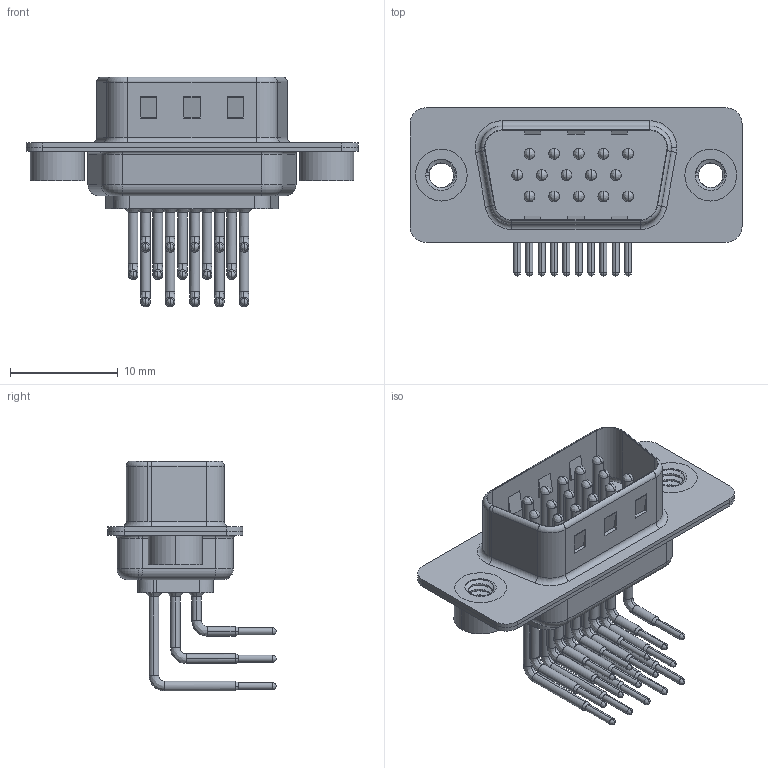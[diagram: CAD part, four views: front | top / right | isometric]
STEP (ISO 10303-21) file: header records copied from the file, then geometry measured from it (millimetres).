
FILE_DESCRIPTION (( 'STEP AP203' ), '1' );
FILE_NAME ('633-M15-363-BT2.STEP', '2018-09-27T21:35:35', ( '' ), ( '' ), 'SwSTEP 2.0', 'SolidWorks 2016', '' );
FILE_SCHEMA (( 'CONFIG_CONTROL_DESIGN' ));
Length unit declared in the file: millimetre
Products named in the file (8): 633M Contact Row 2; 633M Housing_15 Contacts; 633M Contact Row 3; 633M Shell Front_15 Contacts; 633M 4-40 Threaded Rivet; 633M Shell Rear_15 Contacts; 633-M15-363-BT2; 633M Contact Row 1
Assembly tree (20 placements, depth 2):
  633-M15-363-BT2
    633M Housing_15 Contacts
    633M Shell Front_15 Contacts
    633M Shell Rear_15 Contacts
    633M Contact Row 1  x5
    633M Contact Row 2  x5
    633M Contact Row 3  x5
    633M 4-40 Threaded Rivet  x2
Bounding box: 30.8 x 15.6 x 21.32 mm (x, y, z)
Volume: 1450.7 mm3; surface area: 4630.1 mm2
Topology: 20 solids, 20 shells, 1954 faces, 5419 edges, 3516 vertices
Faces by surface type: plane 1067, cylinder 669, bspline 96, cone 66, torus 56
Entity records: 24429 total; most frequent: CARTESIAN_POINT 5544, DIRECTION 3841, ORIENTED_EDGE 3626, EDGE_CURVE 1813, AXIS2_PLACEMENT_3D 1378, VERTEX_POINT 1175, VECTOR 1085, LINE 1085
